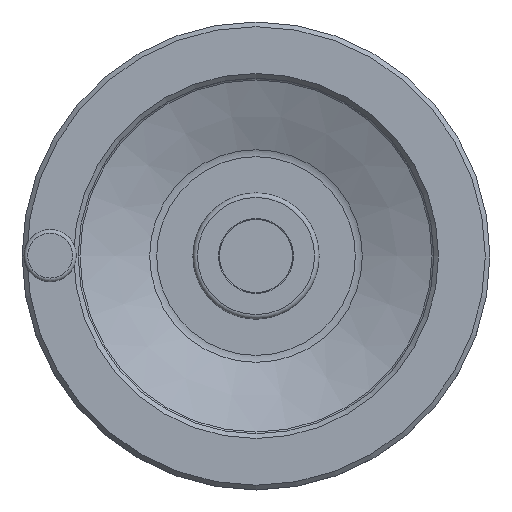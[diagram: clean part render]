
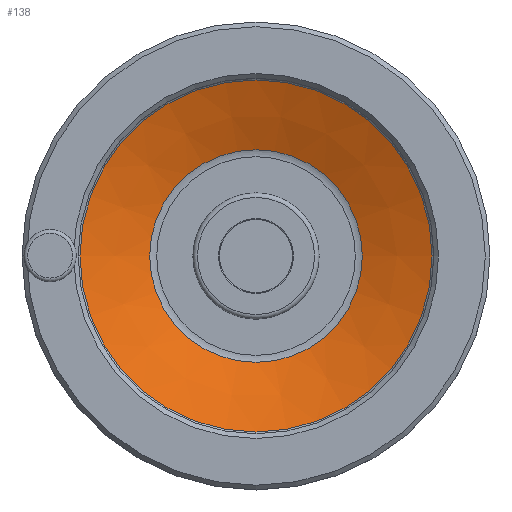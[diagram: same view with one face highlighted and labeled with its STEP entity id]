
A CAD part, top view. The second image highlights one B-rep face of the part: STEP entity #138.
In plain terms, the highlighted conical face has half-angle 68.199 degrees and reference radius 55 mm.
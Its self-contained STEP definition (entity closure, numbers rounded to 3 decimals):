
#138 = ADVANCED_FACE( '', ( #362, #363 ), #364, .F. );
#362 = FACE_OUTER_BOUND( '', #1049, .T. );
#363 = FACE_BOUND( '', #1050, .T. );
#364 = CONICAL_SURFACE( '', #1051, 55., 1.19 );
#1049 = EDGE_LOOP( '', ( #2417 ) );
#1050 = EDGE_LOOP( '', ( #2418 ) );
#1051 = AXIS2_PLACEMENT_3D( '', #2419, #2420, #2421 );
#2417 = ORIENTED_EDGE( '', *, *, #3089, .T. );
#2418 = ORIENTED_EDGE( '', *, *, #3090, .T. );
#2419 = CARTESIAN_POINT( '', ( 0., 0., 27.4 ) );
#2420 = DIRECTION( '', ( 0., 0., 1. ) );
#2421 = DIRECTION( '', ( 1., 0., 0. ) );
#3089 = EDGE_CURVE( '', #3374, #3374, #3375, .T. );
#3090 = EDGE_CURVE( '', #3376, #3376, #3377, .T. );
#3374 = VERTEX_POINT( '', #4012 );
#3375 = CIRCLE( '', #4013, 94.057 );
#3376 = VERTEX_POINT( '', #4014 );
#3377 = CIRCLE( '', #4015, 56.788 );
#4012 = CARTESIAN_POINT( '', ( 94.057, 0., 43.023 ) );
#4013 = AXIS2_PLACEMENT_3D( '', #4818, #4819, #4820 );
#4014 = CARTESIAN_POINT( '', ( -56.788, 0., 28.115 ) );
#4015 = AXIS2_PLACEMENT_3D( '', #4821, #4822, #4823 );
#4818 = CARTESIAN_POINT( '', ( 0., 0., 43.023 ) );
#4819 = DIRECTION( '', ( 0., 0., 1. ) );
#4820 = DIRECTION( '', ( 1., 0., 0. ) );
#4821 = CARTESIAN_POINT( '', ( 0., 0., 28.115 ) );
#4822 = DIRECTION( '', ( 0., 0., -1. ) );
#4823 = DIRECTION( '', ( -1., 0., 0. ) );
